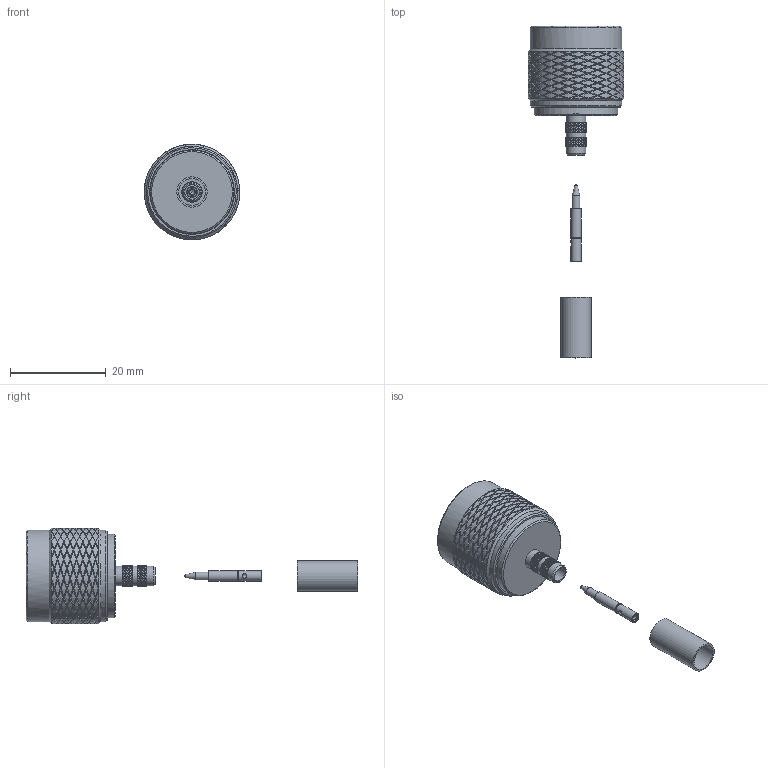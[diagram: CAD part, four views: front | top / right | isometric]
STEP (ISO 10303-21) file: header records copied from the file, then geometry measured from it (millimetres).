
FILE_DESCRIPTION(/* description */ ('Unknown'),/* implementation_level */ '2;1');
FILE_NAME(/* name */ '60446022211121',/* time_stamp */ '2022-03-29T07:37:05+02:00',/* author */ ('Unknown'),/* organization */ ('Unknown'),/* preprocessor_version */ 'ST-DEVELOPER v16.7',/* originating_system */ 'Solid Edge',/* authorisation */ 'Unknown');
FILE_SCHEMA (('AUTOMOTIVE_DESIGN {1 0 10303 214 3 1 1}'));
Products named in the file (1): 60446022211121
Bounding box: 20 x 69.4 x 20 mm (x, y, z)
Volume: 3813.9 mm3; surface area: 5587.3 mm2
Topology: 4 solids, 5 shells, 2809 faces, 5674 edges, 2886 vertices
Faces by surface type: bspline 2054, cylinder 582, plane 153, cone 18, torus 2
Full cylindrical faces by diameter (mm): 1 x1, 1.1 x1, 1.65 x1, 2.1 x2, 2.15 x1, 3.1 x1, 4.07 x3, 5.6 x1, 6.35 x1, 6.6 x1, 7 x2, 8 x1, 8.2 x1, 16.5 x3, 17.5 x2, 17.7 x2, 18 x1, 19.1 x2
Entity records: 135771 total; most frequent: CARTESIAN_POINT 81087, ORIENTED_EDGE 11198, EDGE_CURVE 5599, FACE_BOUND 2876, EDGE_LOOP 2875, VERTEX_POINT 2859, ADVANCED_FACE 2808, STYLED_ITEM 2792
